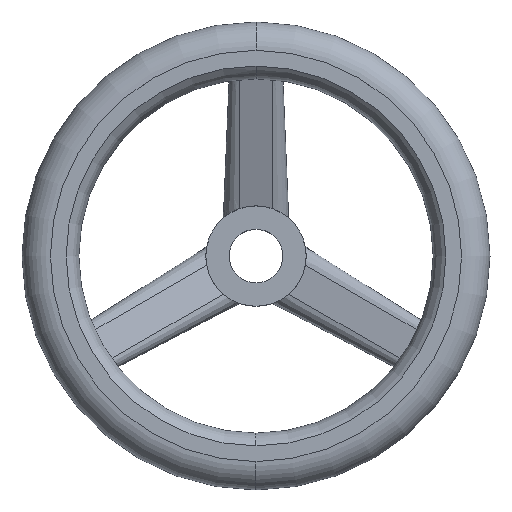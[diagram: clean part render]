
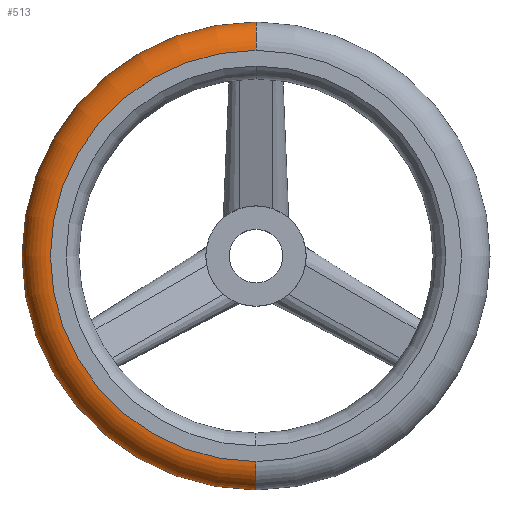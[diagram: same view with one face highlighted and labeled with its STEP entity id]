
A CAD part, top view. The second image highlights one B-rep face of the part: STEP entity #513.
In plain terms, the highlighted toroidal (fillet/blend) face has major radius 61.5 mm and minor radius 8.5 mm.
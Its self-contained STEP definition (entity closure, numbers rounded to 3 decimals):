
#201=VERTEX_POINT('',#560);
#251=EDGE_CURVE('',#201,#411,#616,.T.);
#287=EDGE_CURVE('',#201,#349,#656,.T.);
#327=VERTEX_POINT('',#704);
#349=VERTEX_POINT('',#727);
#395=EDGE_CURVE('',#327,#411,#780,.T.);
#411=VERTEX_POINT('',#796);
#513=ADVANCED_FACE('',(#908),#909,.T.);
#527=EDGE_CURVE('',#327,#349,#925,.T.);
#560=CARTESIAN_POINT('',(0.,70.0,30.5));
#616=CIRCLE('',#1123,70.0);
#656=CIRCLE('',#1255,8.5);
#704=CARTESIAN_POINT('',(0.,-61.5,39.0));
#727=CARTESIAN_POINT('',(0.,61.5,39.0));
#780=CIRCLE('',#1501,8.5);
#796=CARTESIAN_POINT('',(0.,-70.0,30.5));
#908=FACE_OUTER_BOUND('',#1803,.T.);
#909=TOROIDAL_SURFACE('',#1804,61.5,8.5);
#925=CIRCLE('',#1853,61.5);
#1123=AXIS2_PLACEMENT_3D('',#1949,#1950,#1951);
#1255=AXIS2_PLACEMENT_3D('',#1998,#1999,#2000);
#1501=AXIS2_PLACEMENT_3D('',#2159,#2160,#2161);
#1803=EDGE_LOOP('',(#2288,#2289,#2290,#2291));
#1804=AXIS2_PLACEMENT_3D('',#2292,#2293,#2294);
#1853=AXIS2_PLACEMENT_3D('',#2305,#2306,#2307);
#1949=CARTESIAN_POINT('',(0.,0.,30.5));
#1950=DIRECTION('',(0.,0.,1.0));
#1951=DIRECTION('',(1.0,0.0,0.));
#1998=CARTESIAN_POINT('',(0.,61.5,30.5));
#1999=DIRECTION('',(1.0,0.,0.));
#2000=DIRECTION('',(0.,1.0,0.));
#2159=CARTESIAN_POINT('',(0.,-61.5,30.5));
#2160=DIRECTION('',(1.0,0.,0.));
#2161=DIRECTION('',(0.,-1.0,0.));
#2288=ORIENTED_EDGE('',*,*,#251,.T.);
#2289=ORIENTED_EDGE('',*,*,#395,.F.);
#2290=ORIENTED_EDGE('',*,*,#527,.T.);
#2291=ORIENTED_EDGE('',*,*,#287,.F.);
#2292=CARTESIAN_POINT('',(0.,0.,30.5));
#2293=DIRECTION('',(0.,0.,1.0));
#2294=DIRECTION('',(0.,1.0,0.0));
#2305=CARTESIAN_POINT('',(0.,0.,39.0));
#2306=DIRECTION('',(0.,0.,-1.0));
#2307=DIRECTION('',(0.,1.0,0.));
